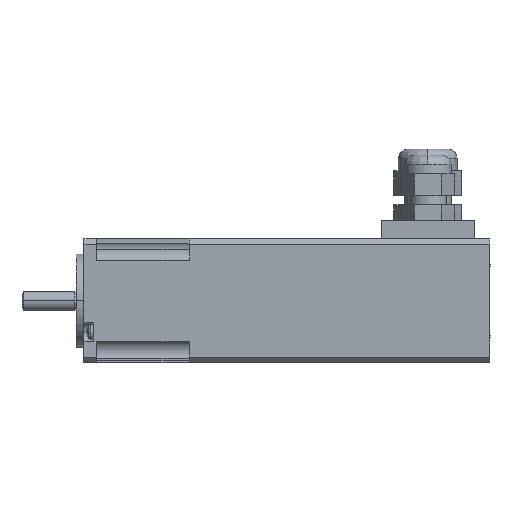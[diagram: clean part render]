
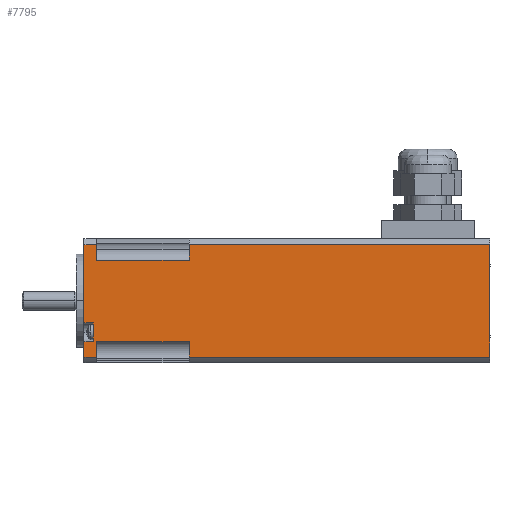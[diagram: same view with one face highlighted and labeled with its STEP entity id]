
A CAD part, front view. The second image highlights one B-rep face of the part: STEP entity #7795.
In plain terms, the highlighted planar face has unit normal (0, -1, 0).
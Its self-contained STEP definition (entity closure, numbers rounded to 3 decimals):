
#2475=CARTESIAN_POINT('',(744.264,492.104,13.161));
#2476=VERTEX_POINT('',#2475);
#2484=CARTESIAN_POINT('',(774.264,492.104,13.161));
#2485=VERTEX_POINT('',#2484);
#2486=CARTESIAN_POINT('',(774.264,492.104,13.161));
#2487=DIRECTION('',(-1.0,0.,0.0));
#2488=VECTOR('',#2487,30.0);
#2489=LINE('',#2486,#2488);
#2490=EDGE_CURVE('',#2485,#2476,#2489,.T.);
#6147=CARTESIAN_POINT('',(871.264,492.104,18.138));
#6148=VERTEX_POINT('',#6147);
#6156=CARTESIAN_POINT('',(871.264,492.104,-18.138));
#6157=VERTEX_POINT('',#6156);
#6158=CARTESIAN_POINT('',(871.264,492.104,-18.138));
#6159=DIRECTION('',(0.0,0.0,1.0));
#6160=VECTOR('',#6159,36.277);
#6161=LINE('',#6158,#6160);
#6162=EDGE_CURVE('',#6157,#6148,#6161,.T.);
#6249=CARTESIAN_POINT('',(774.264,492.104,18.138));
#6250=VERTEX_POINT('',#6249);
#6258=CARTESIAN_POINT('',(871.264,492.104,18.138));
#6259=DIRECTION('',(-1.,0.,0.));
#6260=VECTOR('',#6259,97.);
#6261=LINE('',#6258,#6260);
#6262=EDGE_CURVE('',#6148,#6250,#6261,.T.);
#6279=CARTESIAN_POINT('',(774.264,492.104,-18.138));
#6280=VERTEX_POINT('',#6279);
#6297=CARTESIAN_POINT('',(774.264,492.104,-18.138));
#6298=DIRECTION('',(1.,0.,0.));
#6299=VECTOR('',#6298,97.);
#6300=LINE('',#6297,#6299);
#6301=EDGE_CURVE('',#6280,#6157,#6300,.T.);
#6488=CARTESIAN_POINT('',(744.264,492.104,18.138));
#6489=VERTEX_POINT('',#6488);
#6497=CARTESIAN_POINT('',(744.264,492.104,13.161));
#6498=DIRECTION('',(0.0,0.0,1.0));
#6499=VECTOR('',#6498,4.977);
#6500=LINE('',#6497,#6499);
#6501=EDGE_CURVE('',#2476,#6489,#6500,.T.);
#6590=CARTESIAN_POINT('',(740.264,492.104,18.138));
#6591=VERTEX_POINT('',#6590);
#6592=CARTESIAN_POINT('',(740.264,492.104,18.138));
#6593=DIRECTION('',(1.0,0.,0.0));
#6594=VECTOR('',#6593,4.0);
#6595=LINE('',#6592,#6594);
#6596=EDGE_CURVE('',#6591,#6489,#6595,.T.);
#6622=CARTESIAN_POINT('',(744.264,492.104,-18.138));
#6623=VERTEX_POINT('',#6622);
#6624=CARTESIAN_POINT('',(740.264,492.104,-18.138));
#6625=VERTEX_POINT('',#6624);
#6626=CARTESIAN_POINT('',(744.264,492.104,-18.138));
#6627=DIRECTION('',(-1.0,0.,0.0));
#6628=VECTOR('',#6627,4.0);
#6629=LINE('',#6626,#6628);
#6630=EDGE_CURVE('',#6623,#6625,#6629,.T.);
#6943=CARTESIAN_POINT('',(743.264,492.104,-7.125));
#6944=VERTEX_POINT('',#6943);
#6951=CARTESIAN_POINT('',(740.264,492.104,-7.125));
#6952=VERTEX_POINT('',#6951);
#6953=CARTESIAN_POINT('',(740.264,492.104,-7.125));
#6954=DIRECTION('',(1.0,0.,0.0));
#6955=VECTOR('',#6954,3.);
#6956=LINE('',#6953,#6955);
#6957=EDGE_CURVE('',#6952,#6944,#6956,.T.);
#6974=CARTESIAN_POINT('',(743.264,492.104,-13.125));
#6975=VERTEX_POINT('',#6974);
#6983=CARTESIAN_POINT('',(740.264,492.104,-13.125));
#6984=VERTEX_POINT('',#6983);
#6991=CARTESIAN_POINT('',(743.264,492.104,-13.125));
#6992=DIRECTION('',(-1.0,0.,0.0));
#6993=VECTOR('',#6992,3.);
#6994=LINE('',#6991,#6993);
#6995=EDGE_CURVE('',#6975,#6984,#6994,.T.);
#7717=CARTESIAN_POINT('',(740.264,492.104,-44.));
#7718=DIRECTION('',(0.,-1.0,0.));
#7719=DIRECTION('',(0.0,0.0,-1.0));
#7720=AXIS2_PLACEMENT_3D('',#7717,#7718,#7719);
#7721=PLANE('',#7720);
#7722=CARTESIAN_POINT('',(774.264,492.104,18.138));
#7723=DIRECTION('',(0.,0.,-1.0));
#7724=VECTOR('',#7723,4.977);
#7725=LINE('',#7722,#7724);
#7726=EDGE_CURVE('',#6250,#2485,#7725,.T.);
#7727=ORIENTED_EDGE('',*,*,#7726,.T.);
#7728=ORIENTED_EDGE('',*,*,#2490,.T.);
#7729=ORIENTED_EDGE('',*,*,#6501,.T.);
#7730=ORIENTED_EDGE('',*,*,#6596,.F.);
#7731=CARTESIAN_POINT('',(740.264,492.104,18.138));
#7732=DIRECTION('',(0.0,0.0,-1.0));
#7733=VECTOR('',#7732,25.263);
#7734=LINE('',#7731,#7733);
#7735=EDGE_CURVE('',#6591,#6952,#7734,.T.);
#7736=ORIENTED_EDGE('',*,*,#7735,.T.);
#7737=ORIENTED_EDGE('',*,*,#6957,.T.);
#7738=CARTESIAN_POINT('',(743.264,492.104,-9.696));
#7739=VERTEX_POINT('',#7738);
#7740=CARTESIAN_POINT('',(743.264,492.104,-7.125));
#7741=DIRECTION('',(0.0,0.0,-1.0));
#7742=VECTOR('',#7741,2.571);
#7743=LINE('',#7740,#7742);
#7744=EDGE_CURVE('',#6944,#7739,#7743,.T.);
#7745=ORIENTED_EDGE('',*,*,#7744,.T.);
#7746=CARTESIAN_POINT('',(743.264,492.104,-10.554));
#7747=VERTEX_POINT('',#7746);
#7748=CARTESIAN_POINT('',(743.264,492.104,-9.696));
#7749=DIRECTION('',(0.0,0.0,-1.0));
#7750=VECTOR('',#7749,0.857);
#7751=LINE('',#7748,#7750);
#7752=EDGE_CURVE('',#7739,#7747,#7751,.T.);
#7753=ORIENTED_EDGE('',*,*,#7752,.T.);
#7754=CARTESIAN_POINT('',(743.264,492.104,-10.554));
#7755=DIRECTION('',(0.0,0.0,-1.0));
#7756=VECTOR('',#7755,2.571);
#7757=LINE('',#7754,#7756);
#7758=EDGE_CURVE('',#7747,#6975,#7757,.T.);
#7759=ORIENTED_EDGE('',*,*,#7758,.T.);
#7760=ORIENTED_EDGE('',*,*,#6995,.T.);
#7761=CARTESIAN_POINT('',(740.264,492.104,-13.125));
#7762=DIRECTION('',(0.0,0.0,-1.0));
#7763=VECTOR('',#7762,5.013);
#7764=LINE('',#7761,#7763);
#7765=EDGE_CURVE('',#6984,#6625,#7764,.T.);
#7766=ORIENTED_EDGE('',*,*,#7765,.T.);
#7767=ORIENTED_EDGE('',*,*,#6630,.F.);
#7768=CARTESIAN_POINT('',(744.264,492.104,-13.161));
#7769=VERTEX_POINT('',#7768);
#7770=CARTESIAN_POINT('',(744.264,492.104,-18.138));
#7771=DIRECTION('',(0.0,0.0,1.0));
#7772=VECTOR('',#7771,4.977);
#7773=LINE('',#7770,#7772);
#7774=EDGE_CURVE('',#6623,#7769,#7773,.T.);
#7775=ORIENTED_EDGE('',*,*,#7774,.T.);
#7776=CARTESIAN_POINT('',(774.264,492.104,-13.161));
#7777=VERTEX_POINT('',#7776);
#7778=CARTESIAN_POINT('',(744.264,492.104,-13.161));
#7779=DIRECTION('',(1.0,0.,0.0));
#7780=VECTOR('',#7779,30.0);
#7781=LINE('',#7778,#7780);
#7782=EDGE_CURVE('',#7769,#7777,#7781,.T.);
#7783=ORIENTED_EDGE('',*,*,#7782,.T.);
#7784=CARTESIAN_POINT('',(774.264,492.104,-13.161));
#7785=DIRECTION('',(0.,0.,-1.0));
#7786=VECTOR('',#7785,4.977);
#7787=LINE('',#7784,#7786);
#7788=EDGE_CURVE('',#7777,#6280,#7787,.T.);
#7789=ORIENTED_EDGE('',*,*,#7788,.T.);
#7790=ORIENTED_EDGE('',*,*,#6301,.T.);
#7791=ORIENTED_EDGE('',*,*,#6162,.T.);
#7792=ORIENTED_EDGE('',*,*,#6262,.T.);
#7793=EDGE_LOOP('',(#7727,#7728,#7729,#7730,#7736,#7737,#7745,#7753,#7759,#7760,#7766,#7767,#7775,#7783,#7789,#7790,#7791,#7792));
#7794=FACE_OUTER_BOUND('',#7793,.T.);
#7795=ADVANCED_FACE('',(#7794),#7721,.T.);
